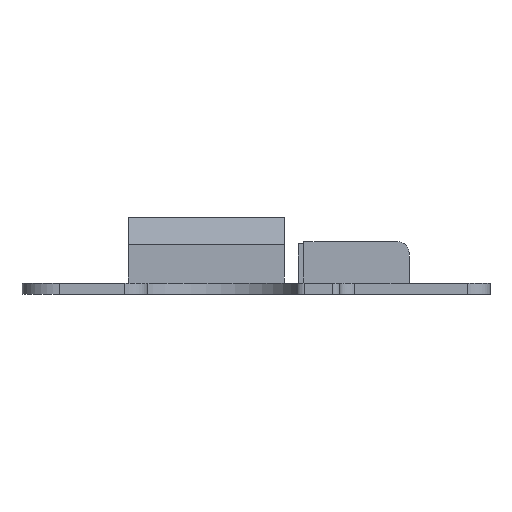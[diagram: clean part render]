
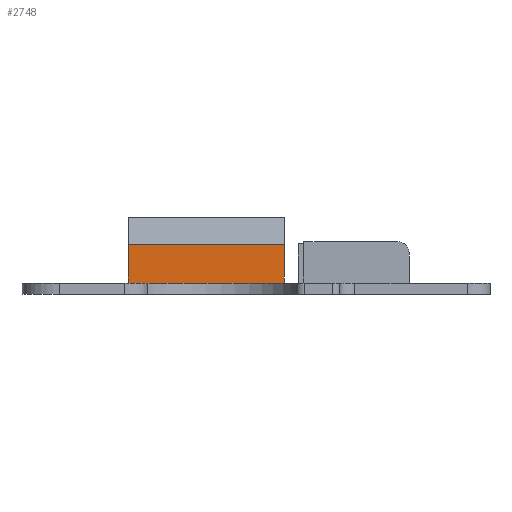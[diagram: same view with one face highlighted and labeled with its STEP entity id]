
A CAD part, front view. The second image highlights one B-rep face of the part: STEP entity #2748.
In plain terms, the highlighted planar face has unit normal (0, -1, 0).
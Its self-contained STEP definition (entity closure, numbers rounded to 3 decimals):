
#165=PLANE('',#2915);
#301=FACE_OUTER_BOUND('',#452,.T.);
#452=EDGE_LOOP('',(#2336,#2337,#2338,#2339));
#797=LINE('',#4268,#1140);
#802=LINE('',#4278,#1145);
#805=LINE('',#4283,#1148);
#807=LINE('',#4286,#1150);
#1140=VECTOR('',#3484,10.);
#1145=VECTOR('',#3493,10.);
#1148=VECTOR('',#3498,10.);
#1150=VECTOR('',#3502,10.);
#1428=VERTEX_POINT('',#4264);
#1429=VERTEX_POINT('',#4266);
#1432=VERTEX_POINT('',#4277);
#1433=VERTEX_POINT('',#4281);
#1767=EDGE_CURVE('',#1428,#1429,#797,.T.);
#1772=EDGE_CURVE('',#1432,#1428,#802,.T.);
#1775=EDGE_CURVE('',#1433,#1429,#805,.T.);
#1777=EDGE_CURVE('',#1432,#1433,#807,.T.);
#2336=ORIENTED_EDGE('',*,*,#1767,.T.);
#2337=ORIENTED_EDGE('',*,*,#1775,.F.);
#2338=ORIENTED_EDGE('',*,*,#1777,.F.);
#2339=ORIENTED_EDGE('',*,*,#1772,.T.);
#2748=ADVANCED_FACE('',(#301),#165,.T.);
#2915=AXIS2_PLACEMENT_3D('',#4285,#3500,#3501);
#3484=DIRECTION('',(-1.,0.,0.));
#3493=DIRECTION('',(0.,0.,1.));
#3498=DIRECTION('',(0.,0.,1.));
#3500=DIRECTION('center_axis',(0.,-1.,0.));
#3501=DIRECTION('ref_axis',(1.,0.,0.));
#3502=DIRECTION('',(-1.,0.,0.));
#4264=CARTESIAN_POINT('',(2.441,22.819,9.775));
#4266=CARTESIAN_POINT('',(-18.359,22.819,9.775));
#4268=CARTESIAN_POINT('',(-18.359,22.819,9.775));
#4277=CARTESIAN_POINT('',(2.441,22.819,4.675));
#4278=CARTESIAN_POINT('',(2.441,22.819,4.675));
#4281=CARTESIAN_POINT('',(-18.359,22.819,4.675));
#4283=CARTESIAN_POINT('',(-18.359,22.819,4.675));
#4285=CARTESIAN_POINT('Origin',(-18.359,22.819,4.675));
#4286=CARTESIAN_POINT('',(-9.855,22.819,4.675));
